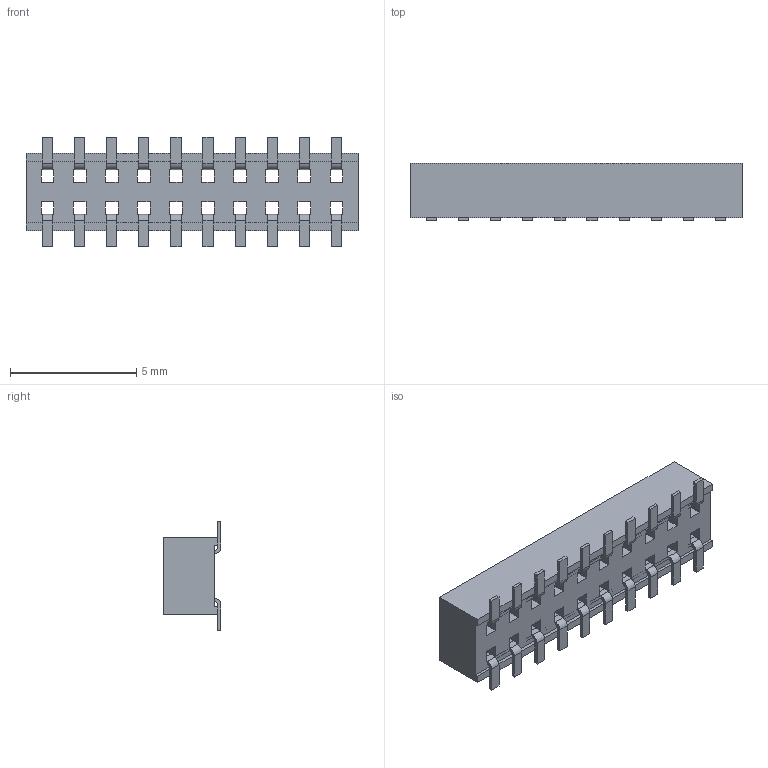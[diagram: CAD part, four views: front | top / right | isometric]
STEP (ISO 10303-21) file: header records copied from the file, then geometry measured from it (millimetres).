
FILE_DESCRIPTION(/* description */ ('STEP AP203'),/* implementation_level */ '2;1');
FILE_NAME(/* name */ 'CLP-110-02-F-D',/* time_stamp */ '2025-10-28T17:17:36+01:00',/* author */ ('License CC BY-ND 4.0'),/* organization */ ('CADENAS'),/* preprocessor_version */ 'ST-DEVELOPER v19.3',/* originating_system */ 'PARTsolutions',/* authorisation */ ' ');
FILE_SCHEMA (('CONFIG_CONTROL_DESIGN'));
Length unit declared in the file: inch
Products named in the file (3): CLP-110-02-F-D; CLP-110-2-F-DTRM; C-106-22-1-F-10_Pin
Assembly tree (3 placements, depth 2):
  CLP-110-02-F-D
    CLP-110-2-F-DTRM
    C-106-22-1-F-10_Pin  x2
Bounding box: 13.13 x 2.29 x 4.32 mm (x, y, z)
Volume: 73.9 mm3; surface area: 270.4 mm2
Topology: 3 solids, 3 shells, 254 faces, 744 edges, 496 vertices
Faces by surface type: plane 214, cylinder 40
Entity records: 5794 total; most frequent: CARTESIAN_POINT 1016, ORIENTED_EDGE 1008, DIRECTION 896, EDGE_CURVE 504, LINE 464, VECTOR 464, VERTEX_POINT 336, AXIS2_PLACEMENT_3D 216
